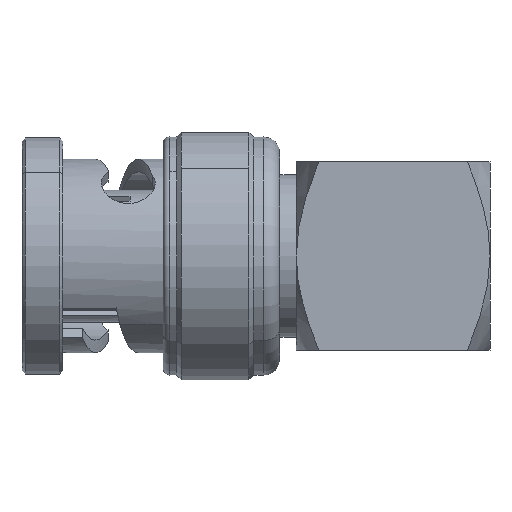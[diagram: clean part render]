
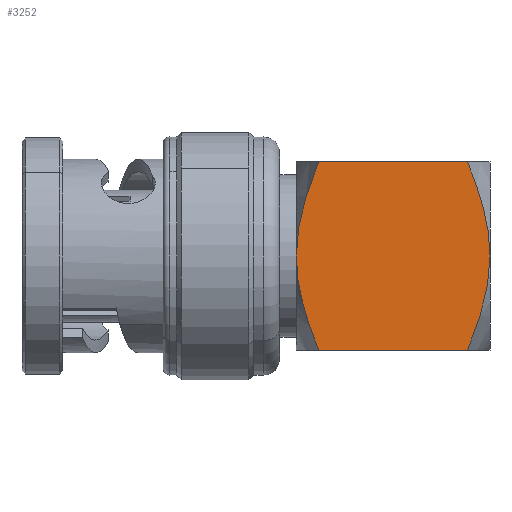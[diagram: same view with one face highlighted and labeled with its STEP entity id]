
A CAD part, left-side view. The second image highlights one B-rep face of the part: STEP entity #3252.
In plain terms, the highlighted planar face has unit normal (-1, 0, 0).
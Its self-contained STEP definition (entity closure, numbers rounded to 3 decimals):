
#349=CARTESIAN_POINT('',(-2.6,4.185,5.5));
#411=CARTESIAN_POINT('',(-2.6,-4.485,5.5));
#413=CARTESIAN_POINT('',(-2.6,5.5,
0.));
#414=CARTESIAN_POINT('',(-2.6,5.5,0.157));
#415=CARTESIAN_POINT('',(-2.6,5.492,0.471));
#416=CARTESIAN_POINT('',(-2.6,5.458,0.94));
#417=CARTESIAN_POINT('',(-2.6,5.401,1.407));
#418=CARTESIAN_POINT('',(-2.6,5.324,1.874));
#419=CARTESIAN_POINT('',(-2.6,5.227,2.341));
#420=CARTESIAN_POINT('',(-2.6,5.111,2.814));
#421=CARTESIAN_POINT('',(-2.6,4.976,3.297));
#422=CARTESIAN_POINT('',(-2.6,4.819,3.797));
#423=CARTESIAN_POINT('',(-2.6,4.64,4.321));
#424=CARTESIAN_POINT('',(-2.6,4.432,4.881));
#425=CARTESIAN_POINT('',(-2.6,4.271,5.289));
#426=CARTESIAN_POINT('',(-2.6,4.185,5.5));
#428=DIRECTION('',(0.,-1.,0.));
#429=VECTOR('',#428,8.669);
#430=CARTESIAN_POINT('',(-2.6,4.185,5.5));
#431=LINE('',#430,#429);
#432=CARTESIAN_POINT('',(-2.6,-4.485,5.5));
#433=CARTESIAN_POINT('',(-2.6,-4.573,5.283));
#434=CARTESIAN_POINT('',(-2.6,-4.739,4.864));
#435=CARTESIAN_POINT('',(-2.6,-4.949,4.294));
#436=CARTESIAN_POINT('',(-2.6,-5.13,3.764));
#437=CARTESIAN_POINT('',(-2.6,-5.286,3.261));
#438=CARTESIAN_POINT('',(-2.6,-5.421,2.778));
#439=CARTESIAN_POINT('',(-2.6,-5.535,2.307));
#440=CARTESIAN_POINT('',(-2.6,-5.63,1.844));
#441=CARTESIAN_POINT('',(-2.6,-5.705,1.383));
#442=CARTESIAN_POINT('',(-2.6,-5.759,
0.923));
#443=CARTESIAN_POINT('',(-2.6,-5.793,
0.462));
#444=CARTESIAN_POINT('',(-2.6,-5.8,
0.154));
#445=CARTESIAN_POINT('',(-2.6,-5.8,
0.));
#447=CARTESIAN_POINT('',(-2.6,-5.8,
0.));
#448=CARTESIAN_POINT('',(-2.6,-5.8,
-0.157));
#449=CARTESIAN_POINT('',(-2.6,-5.792,
-0.47));
#450=CARTESIAN_POINT('',(-2.6,-5.758,
-0.938));
#451=CARTESIAN_POINT('',(-2.6,-5.702,-1.405));
#452=CARTESIAN_POINT('',(-2.6,-5.625,-1.87));
#453=CARTESIAN_POINT('',(-2.6,-5.528,-2.337));
#454=CARTESIAN_POINT('',(-2.6,-5.412,-2.81));
#455=CARTESIAN_POINT('',(-2.6,-5.277,-3.293));
#456=CARTESIAN_POINT('',(-2.6,-5.121,-3.793));
#457=CARTESIAN_POINT('',(-2.6,-4.941,-4.318));
#458=CARTESIAN_POINT('',(-2.6,-4.733,-4.879));
#459=CARTESIAN_POINT('',(-2.6,-4.571,-5.288));
#460=CARTESIAN_POINT('',(-2.6,-4.485,-5.5));
#462=CARTESIAN_POINT('',(-2.6,4.185,-5.5));
#463=CARTESIAN_POINT('',(-2.6,4.273,-5.283));
#464=CARTESIAN_POINT('',(-2.6,4.439,-4.865));
#465=CARTESIAN_POINT('',(-2.6,4.649,-4.295));
#466=CARTESIAN_POINT('',(-2.6,4.83,-3.765));
#467=CARTESIAN_POINT('',(-2.6,4.986,-3.263));
#468=CARTESIAN_POINT('',(-2.6,5.12,-2.78));
#469=CARTESIAN_POINT('',(-2.6,5.235,-2.309));
#470=CARTESIAN_POINT('',(-2.6,5.329,-1.845));
#471=CARTESIAN_POINT('',(-2.6,5.404,-1.384));
#472=CARTESIAN_POINT('',(-2.6,5.459,-0.924));
#473=CARTESIAN_POINT('',(-2.6,5.492,
-0.462));
#474=CARTESIAN_POINT('',(-2.6,5.5,
-0.154));
#475=CARTESIAN_POINT('',(-2.6,5.5,
0.));
#527=DIRECTION('',(0.,-1.,0.));
#528=VECTOR('',#527,8.669);
#529=CARTESIAN_POINT('',(-2.6,4.185,-5.5));
#530=LINE('',#529,#528);
#2490=CARTESIAN_POINT('',(-2.6,-5.8,0.));
#2492=VERTEX_POINT('',#2490);
#2497=VERTEX_POINT('',#411);
#2499=VERTEX_POINT('',#460);
#2501=CARTESIAN_POINT('',(-2.6,5.5,0.));
#2503=VERTEX_POINT('',#2501);
#2509=VERTEX_POINT('',#349);
#2511=VERTEX_POINT('',#462);
#3235=CARTESIAN_POINT('',(-2.6,5.5,5.5));
#3236=DIRECTION('',(-1.,0.,0.));
#3237=DIRECTION('',(0.,0.,-1.));
#3238=AXIS2_PLACEMENT_3D('',#3235,#3236,#3237);
#3239=PLANE('',#3238);
#3240=ORIENTED_EDGE('',*,*,#3228,.T.);
#3241=ORIENTED_EDGE('',*,*,#3217,.T.);
#3243=ORIENTED_EDGE('',*,*,#3242,.T.);
#3245=ORIENTED_EDGE('',*,*,#3244,.T.);
#3247=ORIENTED_EDGE('',*,*,#3246,.F.);
#3249=ORIENTED_EDGE('',*,*,#3248,.T.);
#3250=EDGE_LOOP('',(#3240,#3241,#3243,#3245,#3247,#3249));
#3251=FACE_OUTER_BOUND('',#3250,.F.);
#3252=ADVANCED_FACE('',(#3251),#3239,.T.);
#427=B_SPLINE_CURVE_WITH_KNOTS('',3,(#413,#414,#415,#416,#417,#418,#419,#420,
#421,#422,#423,#424,#425,#426),.UNSPECIFIED.,.F.,.F.,(4,1,1,1,1,1,1,1,1,1,1,4),(
0.,0.091,0.182,0.273,0.364,
0.455,0.545,0.636,0.727,
0.818,0.909,1.),.UNSPECIFIED.);
#446=B_SPLINE_CURVE_WITH_KNOTS('',3,(#432,#433,#434,#435,#436,#437,#438,#439,
#440,#441,#442,#443,#444,#445),.UNSPECIFIED.,.F.,.F.,(4,1,1,1,1,1,1,1,1,1,1,4),(
0.,0.091,0.182,0.273,0.364,
0.455,0.545,0.636,0.727,
0.818,0.909,1.),.UNSPECIFIED.);
#461=B_SPLINE_CURVE_WITH_KNOTS('',3,(#447,#448,#449,#450,#451,#452,#453,#454,
#455,#456,#457,#458,#459,#460),.UNSPECIFIED.,.F.,.F.,(4,1,1,1,1,1,1,1,1,1,1,4),(
0.,0.091,0.182,0.273,0.364,
0.455,0.545,0.636,0.727,
0.818,0.909,1.),.UNSPECIFIED.);
#476=B_SPLINE_CURVE_WITH_KNOTS('',3,(#462,#463,#464,#465,#466,#467,#468,#469,
#470,#471,#472,#473,#474,#475),.UNSPECIFIED.,.F.,.F.,(4,1,1,1,1,1,1,1,1,1,1,4),(
0.,0.091,0.182,0.273,0.364,
0.455,0.545,0.636,0.727,
0.818,0.909,1.),.UNSPECIFIED.);
#3217=EDGE_CURVE('',#2509,#2497,#431,.T.);
#3228=EDGE_CURVE('',#2503,#2509,#427,.T.);
#3242=EDGE_CURVE('',#2497,#2492,#446,.T.);
#3244=EDGE_CURVE('',#2492,#2499,#461,.T.);
#3246=EDGE_CURVE('',#2511,#2499,#530,.T.);
#3248=EDGE_CURVE('',#2511,#2503,#476,.T.);
